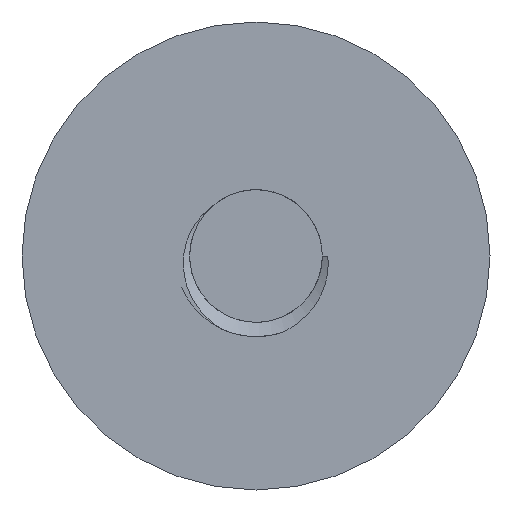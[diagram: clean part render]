
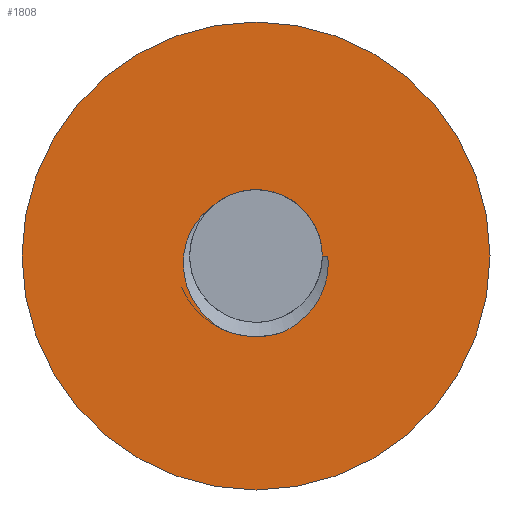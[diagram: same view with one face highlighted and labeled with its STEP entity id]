
A CAD part, front view. The second image highlights one B-rep face of the part: STEP entity #1808.
In plain terms, the highlighted planar face has unit normal (0, -1, 0).
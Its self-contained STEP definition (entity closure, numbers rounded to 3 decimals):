
#45 = CARTESIAN_POINT ( 'NONE',  ( 0., 0., 0. ) ) ;
#65 = B_SPLINE_CURVE_WITH_KNOTS ( 'NONE', 3,
 ( #2799, #450, #1221, #3044, #1204, #2242, #2535, #3315, #1725, #2791 ),
 .UNSPECIFIED., .F., .F.,
 ( 4, 2, 2, 2, 4 ),
 ( 0., 0.001, 0.002, 0.003, 0.004 ),
 .UNSPECIFIED. ) ;
#77 = CARTESIAN_POINT ( 'NONE',  ( -3.367, 0., -3.247 ) ) ;
#91 = CARTESIAN_POINT ( 'NONE',  ( -4.349, 0., -0.572 ) ) ;
#101 = CARTESIAN_POINT ( 'NONE',  ( -3.262, 0., 2.421 ) ) ;
#108 = EDGE_CURVE ( 'NONE', #3197, #218, #2906, .T. ) ;
#111 = CARTESIAN_POINT ( 'NONE',  ( -1.982, 0., -4.404 ) ) ;
#119 = FACE_BOUND ( 'NONE', #3322, .T. ) ;
#177 = ORIENTED_EDGE ( 'NONE', *, *, #517, .F. ) ;
#198 = CARTESIAN_POINT ( 'NONE',  ( 4.316, 0., -0.934 ) ) ;
#218 = VERTEX_POINT ( 'NONE', #1287 ) ;
#294 = ORIENTED_EDGE ( 'NONE', *, *, #647, .F. ) ;
#324 = CARTESIAN_POINT ( 'NONE',  ( 0., 0., 0. ) ) ;
#336 = CIRCLE ( 'NONE', #1155, 14. ) ;
#358 = CARTESIAN_POINT ( 'NONE',  ( -4.339, 0., -0.755 ) ) ;
#364 = CIRCLE ( 'NONE', #1478, 14. ) ;
#374 = EDGE_CURVE ( 'NONE', #2793, #1920, #336, .T. ) ;
#412 = CIRCLE ( 'NONE', #859, 3.97 ) ;
#444 = CARTESIAN_POINT ( 'NONE',  ( 2.131, 0., -4.311 ) ) ;
#450 = CARTESIAN_POINT ( 'NONE',  ( -1.691, 0., -4.535 ) ) ;
#465 = EDGE_CURVE ( 'NONE', #1015, #1309, #412, .T. ) ;
#476 = CARTESIAN_POINT ( 'NONE',  ( 4.168, 0., -1.607 ) ) ;
#517 = EDGE_CURVE ( 'NONE', #1309, #1801, #656, .T. ) ;
#527 = ORIENTED_EDGE ( 'NONE', *, *, #1621, .T. ) ;
#620 = CARTESIAN_POINT ( 'NONE',  ( -4.004, 0., -2.157 ) ) ;
#630 = CARTESIAN_POINT ( 'NONE',  ( -2.715, 0., 2.897 ) ) ;
#647 = EDGE_CURVE ( 'NONE', #1801, #3197, #65, .T. ) ;
#654 = DIRECTION ( 'NONE',  ( -1., 0., 0. ) ) ;
#656 = B_SPLINE_CURVE_WITH_KNOTS ( 'NONE', 3,
 ( #630, #3199, #101, #1611, #1642, #1628, #1870, #2392, #2901, #1847, #1336, #91, #358, #2156, #2677, #620, #862, #2651, #1346, #77, #1122, #3174, #2146, #111 ),
 .UNSPECIFIED., .F., .F.,
 ( 4, 2, 2, 2, 2, 2, 2, 2, 2, 2, 2, 4 ),
 ( 0., 0.001, 0.002, 0.002, 0.003, 0.004, 0.004, 0.005, 0.006, 0.006, 0.008, 0.009 ),
 .UNSPECIFIED. ) ;
#662 = CARTESIAN_POINT ( 'NONE',  ( 0., 0., 0. ) ) ;
#695 = CARTESIAN_POINT ( 'NONE',  ( 2.51, 0., -4.051 ) ) ;
#702 = CARTESIAN_POINT ( 'NONE',  ( 1.713, 0., -4.515 ) ) ;
#848 = ORIENTED_EDGE ( 'NONE', *, *, #108, .F. ) ;
#859 = AXIS2_PLACEMENT_3D ( 'NONE', #3134, #2881, #1565 ) ;
#862 = CARTESIAN_POINT ( 'NONE',  ( -3.93, 0., -2.325 ) ) ;
#902 = CARTESIAN_POINT ( 'NONE',  ( -1.982, 0., -4.404 ) ) ;
#961 = CARTESIAN_POINT ( 'NONE',  ( 3.181, 0., -3.412 ) ) ;
#1015 = VERTEX_POINT ( 'NONE', #1272 ) ;
#1117 = ORIENTED_EDGE ( 'NONE', *, *, #465, .F. ) ;
#1122 = CARTESIAN_POINT ( 'NONE',  ( -3.124, 0., -3.525 ) ) ;
#1129 = DIRECTION ( 'NONE',  ( 0., 1., 0. ) ) ;
#1155 = AXIS2_PLACEMENT_3D ( 'NONE', #324, #2843, #1809 ) ;
#1165 = EDGE_LOOP ( 'NONE', ( #1797, #2286 ) ) ;
#1196 = DIRECTION ( 'NONE',  ( 0., 1., 0. ) ) ;
#1204 = CARTESIAN_POINT ( 'NONE',  ( -0.461, 0., -4.818 ) ) ;
#1216 = CARTESIAN_POINT ( 'NONE',  ( 3.601, 0., -2.866 ) ) ;
#1221 = CARTESIAN_POINT ( 'NONE',  ( -1.387, 0., -4.637 ) ) ;
#1224 = CARTESIAN_POINT ( 'NONE',  ( 1.713, 0., -4.515 ) ) ;
#1272 = CARTESIAN_POINT ( 'NONE',  ( 3.97, 0., 0. ) ) ;
#1287 = CARTESIAN_POINT ( 'NONE',  ( 4.3, 0., 0. ) ) ;
#1308 = CARTESIAN_POINT ( 'NONE',  ( -14., 0., 0. ) ) ;
#1309 = VERTEX_POINT ( 'NONE', #2610 ) ;
#1336 = CARTESIAN_POINT ( 'NONE',  ( -4.346, 0., -0.21 ) ) ;
#1346 = CARTESIAN_POINT ( 'NONE',  ( -3.671, 0., -2.801 ) ) ;
#1380 = PLANE ( 'NONE',  #2033 ) ;
#1460 = CARTESIAN_POINT ( 'NONE',  ( 4.101, 0., -1.827 ) ) ;
#1478 = AXIS2_PLACEMENT_3D ( 'NONE', #662, #1196, #654 ) ;
#1480 = CARTESIAN_POINT ( 'NONE',  ( 4.345, 0., -0.464 ) ) ;
#1565 = DIRECTION ( 'NONE',  ( 1., 0., 0. ) ) ;
#1611 = CARTESIAN_POINT ( 'NONE',  ( -3.594, 0., 1.991 ) ) ;
#1621 = EDGE_CURVE ( 'NONE', #1015, #218, #1869, .T. ) ;
#1628 = CARTESIAN_POINT ( 'NONE',  ( -3.879, 0., 1.525 ) ) ;
#1642 = CARTESIAN_POINT ( 'NONE',  ( -3.697, 0., 1.838 ) ) ;
#1725 = CARTESIAN_POINT ( 'NONE',  ( 1.414, 0., -4.628 ) ) ;
#1797 = ORIENTED_EDGE ( 'NONE', *, *, #374, .F. ) ;
#1800 = CARTESIAN_POINT ( 'NONE',  ( 14., 0., 0. ) ) ;
#1801 = VERTEX_POINT ( 'NONE', #902 ) ;
#1808 = ADVANCED_FACE ( 'NONE', ( #3033, #119 ), #1380, .F. ) ;
#1809 = DIRECTION ( 'NONE',  ( -1., 0., 0. ) ) ;
#1847 = CARTESIAN_POINT ( 'NONE',  ( -4.334, 0., -0.03 ) ) ;
#1869 = LINE ( 'NONE', #45, #1915 ) ;
#1870 = CARTESIAN_POINT ( 'NONE',  ( -3.959, 0., 1.363 ) ) ;
#1915 = VECTOR ( 'NONE', #2107, 1000. ) ;
#1920 = VERTEX_POINT ( 'NONE', #1800 ) ;
#2033 = AXIS2_PLACEMENT_3D ( 'NONE', #2150, #1129, #2940 ) ;
#2107 = DIRECTION ( 'NONE',  ( 1., 0., 0. ) ) ;
#2146 = CARTESIAN_POINT ( 'NONE',  ( -2.299, 0., -4.224 ) ) ;
#2150 = CARTESIAN_POINT ( 'NONE',  ( 0., 0., 0. ) ) ;
#2156 = CARTESIAN_POINT ( 'NONE',  ( -4.278, 0., -1.296 ) ) ;
#2242 = CARTESIAN_POINT ( 'NONE',  ( 0.175, 0., -4.837 ) ) ;
#2263 = CARTESIAN_POINT ( 'NONE',  ( 3.832, 0., -2.469 ) ) ;
#2286 = ORIENTED_EDGE ( 'NONE', *, *, #3121, .F. ) ;
#2392 = CARTESIAN_POINT ( 'NONE',  ( -4.167, 0., 0.864 ) ) ;
#2506 = CARTESIAN_POINT ( 'NONE',  ( 3.02, 0., -3.582 ) ) ;
#2529 = CARTESIAN_POINT ( 'NONE',  ( 4.3, 0., 0. ) ) ;
#2535 = CARTESIAN_POINT ( 'NONE',  ( 0.492, 0., -4.814 ) ) ;
#2610 = CARTESIAN_POINT ( 'NONE',  ( -2.715, 0., 2.897 ) ) ;
#2651 = CARTESIAN_POINT ( 'NONE',  ( -3.764, 0., -2.646 ) ) ;
#2677 = CARTESIAN_POINT ( 'NONE',  ( -4.194, 0., -1.647 ) ) ;
#2763 = CARTESIAN_POINT ( 'NONE',  ( 3.47, 0., -3.054 ) ) ;
#2791 = CARTESIAN_POINT ( 'NONE',  ( 1.713, 0., -4.515 ) ) ;
#2793 = VERTEX_POINT ( 'NONE', #1308 ) ;
#2799 = CARTESIAN_POINT ( 'NONE',  ( -1.982, 0., -4.404 ) ) ;
#2843 = DIRECTION ( 'NONE',  ( 0., 1., 0. ) ) ;
#2881 = DIRECTION ( 'NONE',  ( 0., -1., 0. ) ) ;
#2901 = CARTESIAN_POINT ( 'NONE',  ( -4.263, 0., 0.507 ) ) ;
#2906 = B_SPLINE_CURVE_WITH_KNOTS ( 'NONE', 3,
 ( #702, #444, #695, #2506, #961, #2763, #1216, #2263, #3029, #1460, #476, #198, #1480, #2529 ),
 .UNSPECIFIED., .F., .F.,
 ( 4, 2, 2, 2, 2, 2, 4 ),
 ( 0., 0.001, 0.002, 0.003, 0.003, 0.004, 0.006 ),
 .UNSPECIFIED. ) ;
#2940 = DIRECTION ( 'NONE',  ( -1., 0., 0. ) ) ;
#3029 = CARTESIAN_POINT ( 'NONE',  ( 3.934, 0., -2.258 ) ) ;
#3033 = FACE_OUTER_BOUND ( 'NONE', #1165, .T. ) ;
#3044 = CARTESIAN_POINT ( 'NONE',  ( -0.773, 0., -4.777 ) ) ;
#3121 = EDGE_CURVE ( 'NONE', #1920, #2793, #364, .T. ) ;
#3134 = CARTESIAN_POINT ( 'NONE',  ( 0., 0., 0. ) ) ;
#3174 = CARTESIAN_POINT ( 'NONE',  ( -2.591, 0., -4.012 ) ) ;
#3197 = VERTEX_POINT ( 'NONE', #1224 ) ;
#3199 = CARTESIAN_POINT ( 'NONE',  ( -3.007, 0., 2.676 ) ) ;
#3315 = CARTESIAN_POINT ( 'NONE',  ( 1.11, 0., -4.71 ) ) ;
#3322 = EDGE_LOOP ( 'NONE', ( #177, #1117, #527, #848, #294 ) ) ;
